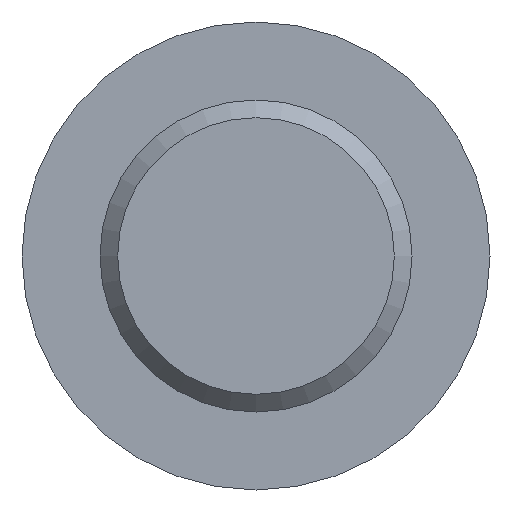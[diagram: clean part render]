
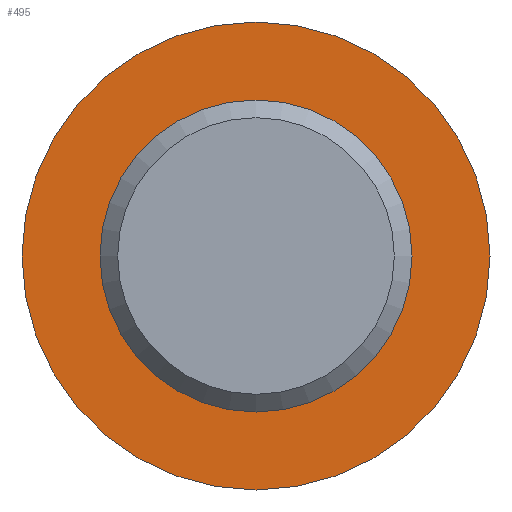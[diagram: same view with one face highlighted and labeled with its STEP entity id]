
A CAD part, front view. The second image highlights one B-rep face of the part: STEP entity #495.
In plain terms, the highlighted planar face has unit normal (0, -1, 0).
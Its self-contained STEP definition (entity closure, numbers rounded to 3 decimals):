
#5 = EDGE_CURVE ( 'NONE', #474, #474, #10, .T. ) ;
#10 = CIRCLE ( 'NONE', #399, 11. ) ;
#22 = DIRECTION ( 'NONE',  ( 0., -1., 0. ) ) ;
#24 = VERTEX_POINT ( 'NONE', #386 ) ;
#27 = CIRCLE ( 'NONE', #348, 16.5 ) ;
#70 = CARTESIAN_POINT ( 'NONE',  ( -11., 190., 0. ) ) ;
#143 = EDGE_LOOP ( 'NONE', ( #372 ) ) ;
#157 = DIRECTION ( 'NONE',  ( 0., 0., -1. ) ) ;
#172 = DIRECTION ( 'NONE',  ( 0., -1., 0. ) ) ;
#182 = CARTESIAN_POINT ( 'NONE',  ( 0., 190., 0. ) ) ;
#235 = CARTESIAN_POINT ( 'NONE',  ( 0., 190., -11. ) ) ;
#241 = DIRECTION ( 'NONE',  ( 0., 1., 0. ) ) ;
#268 = FACE_OUTER_BOUND ( 'NONE', #143, .T. ) ;
#279 = FACE_BOUND ( 'NONE', #534, .T. ) ;
#348 = AXIS2_PLACEMENT_3D ( 'NONE', #182, #22, #157 ) ;
#363 = EDGE_CURVE ( 'NONE', #24, #24, #27, .T. ) ;
#372 = ORIENTED_EDGE ( 'NONE', *, *, #363, .T. ) ;
#386 = CARTESIAN_POINT ( 'NONE',  ( 0., 190., -16.5 ) ) ;
#399 = AXIS2_PLACEMENT_3D ( 'NONE', #539, #172, #467 ) ;
#403 = DIRECTION ( 'NONE',  ( 0., 0., 1. ) ) ;
#445 = PLANE ( 'NONE',  #535 ) ;
#461 = ORIENTED_EDGE ( 'NONE', *, *, #5, .F. ) ;
#467 = DIRECTION ( 'NONE',  ( 0., 0., -1. ) ) ;
#474 = VERTEX_POINT ( 'NONE', #235 ) ;
#495 = ADVANCED_FACE ( 'NONE', ( #279, #268 ), #445, .F. ) ;
#534 = EDGE_LOOP ( 'NONE', ( #461 ) ) ;
#535 = AXIS2_PLACEMENT_3D ( 'NONE', #70, #241, #403 ) ;
#539 = CARTESIAN_POINT ( 'NONE',  ( 0., 190., 0. ) ) ;
